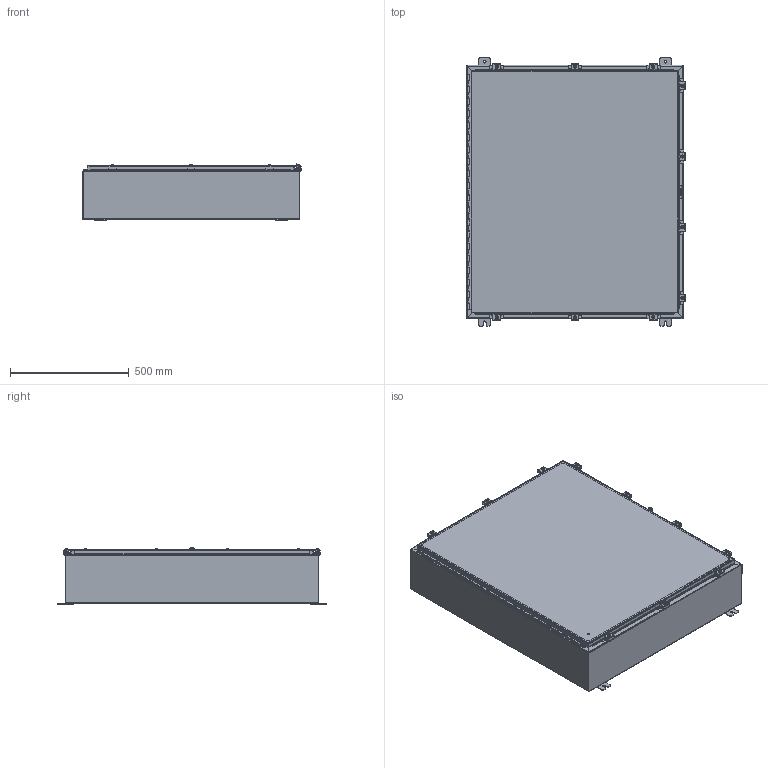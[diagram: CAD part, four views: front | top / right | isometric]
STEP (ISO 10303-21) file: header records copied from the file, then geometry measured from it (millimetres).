
FILE_DESCRIPTION (( 'STEP AP214' ), '1' );
FILE_NAME ('SSN4423608.STEP', '2016-02-10T14:09:39', ( '' ), ( '' ), 'SwSTEP 2.0', 'SolidWorks 2014', '' );
FILE_SCHEMA (( 'AUTOMOTIVE_DESIGN' ));
Length unit declared in the file: inch
Products named in the file (19): 32912; SSN4423608BKP; 38412; 34871; SSN4423608; 30818; 30824; HFW30825-4; HFW30825-3; HFW30825-2; 30824-1; 38859; 328141; 328141T; 328141P; 328141L; SSN44236LID; 38846; 40x34
Assembly tree (46 placements, depth 3):
  SSN4423608
    34871  x4
    38412
    SSN4423608BKP
    32912
    40x34
    38846
    SSN44236LID
    328141
      328141L
      328141P
      328141T
    38859  x8
    30824  x10
      30824-1
      HFW30825-2
      HFW30825-3
      HFW30825-4
    30818  x10
Bounding box: 922.29 x 1130.3 x 237.62 mm (x, y, z)
Volume: 6078288.2 mm3; surface area: 6320796.8 mm2
Topology: 71 solids, 71 shells, 2841 faces, 7410 edges, 4776 vertices
Faces by surface type: cylinder 1270, plane 1070, bspline 267, torus 114, cone 60, sphere 60
Entity records: 48292 total; most frequent: CARTESIAN_POINT 11824, DIRECTION 5573, ORIENTED_EDGE 5526, EDGE_CURVE 2763, AXIS2_PLACEMENT_3D 1959, VERTEX_POINT 1774, LINE 1655, VECTOR 1655
